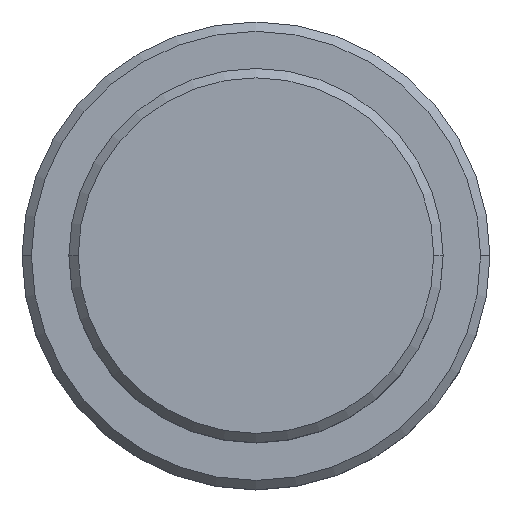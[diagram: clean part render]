
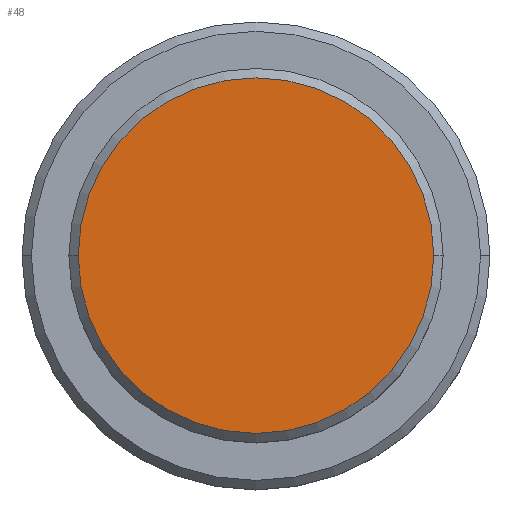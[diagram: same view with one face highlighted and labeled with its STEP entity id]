
A CAD part, top view. The second image highlights one B-rep face of the part: STEP entity #48.
In plain terms, the highlighted planar face has unit normal (0, 0, 1).
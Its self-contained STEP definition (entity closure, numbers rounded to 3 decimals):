
#48 = ADVANCED_FACE ( 'NONE', ( #279 ), #948, .T. ) ;
#146 = CIRCLE ( 'NONE', #888, 9.5 ) ;
#224 = EDGE_CURVE ( 'NONE', #1016, #1079, #581, .T. ) ;
#251 = DIRECTION ( 'NONE',  ( 1., 0., 0. ) ) ;
#253 = DIRECTION ( 'NONE',  ( 1., 0., 0. ) ) ;
#279 = FACE_OUTER_BOUND ( 'NONE', #536, .T. ) ;
#479 = DIRECTION ( 'NONE',  ( 0., 0., 1. ) ) ;
#511 = CARTESIAN_POINT ( 'NONE',  ( 0., 0., 0. ) ) ;
#524 = CARTESIAN_POINT ( 'NONE',  ( -9.5, 0., 0. ) ) ;
#536 = EDGE_LOOP ( 'NONE', ( #1030, #1391 ) ) ;
#581 = CIRCLE ( 'NONE', #976, 9.5 ) ;
#624 = AXIS2_PLACEMENT_3D ( 'NONE', #511, #1372, #1276 ) ;
#692 = CARTESIAN_POINT ( 'NONE',  ( 0., 0., 0. ) ) ;
#888 = AXIS2_PLACEMENT_3D ( 'NONE', #692, #479, #253 ) ;
#948 = PLANE ( 'NONE',  #624 ) ;
#976 = AXIS2_PLACEMENT_3D ( 'NONE', #1349, #1343, #251 ) ;
#1016 = VERTEX_POINT ( 'NONE', #1289 ) ;
#1030 = ORIENTED_EDGE ( 'NONE', *, *, #1281, .T. ) ;
#1079 = VERTEX_POINT ( 'NONE', #524 ) ;
#1276 = DIRECTION ( 'NONE',  ( 1., 0., 0. ) ) ;
#1281 = EDGE_CURVE ( 'NONE', #1079, #1016, #146, .T. ) ;
#1289 = CARTESIAN_POINT ( 'NONE',  ( 9.5, 0., 0. ) ) ;
#1343 = DIRECTION ( 'NONE',  ( 0., 0., 1. ) ) ;
#1349 = CARTESIAN_POINT ( 'NONE',  ( 0., 0., 0. ) ) ;
#1372 = DIRECTION ( 'NONE',  ( 0., 0., 1. ) ) ;
#1391 = ORIENTED_EDGE ( 'NONE', *, *, #224, .T. ) ;
